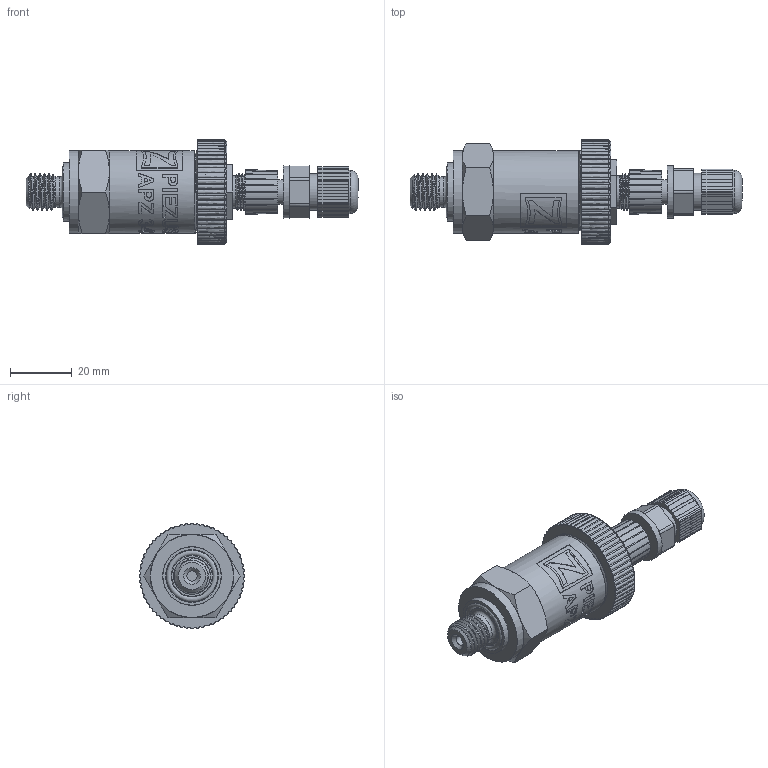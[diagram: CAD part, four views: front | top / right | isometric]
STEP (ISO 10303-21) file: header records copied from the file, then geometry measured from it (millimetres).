
FILE_DESCRIPTION(/* description */ (''),/* implementation_level */ '2;1');
FILE_NAME(/* name */ 'APZ3421_M12x1,5DIN_M12x1-straight.step',/* time_stamp */ '2021-06-23T14:42:19+03:00',/* author */ (''),/* organization */ (''),/* preprocessor_version */ 'ST-DEVELOPER v18.1',/* originating_system */ 'Autodesk Translation Framework v10.9.0.1377',/* authorisation */ '');
FILE_SCHEMA (('AUTOMOTIVE_DESIGN { 1 0 10303 214 3 1 1 }','PROCESS_PLANNING_SCHEMA'));
Products named in the file (6): APZ3421_M12x1,5DIN_M12x1-straight; M12x1,5 DIN; OMAL nut M27x1.5 v8; M12x1 male v16; Ш100.000.002 v4; M12x1 female straight v9
Assembly tree (5 placements, depth 2):
  APZ3421_M12x1,5DIN_M12x1-straight
    M12x1,5 DIN
    OMAL nut M27x1.5 v8
    M12x1 male v16
    Ш100.000.002 v4
    M12x1 female straight v9
Bounding box: 107.55 x 34 x 34 mm (x, y, z)
Volume: 40955.7 mm3; surface area: 17888.2 mm2
Topology: 17 solids, 17 shells, 915 faces, 2508 edges, 1667 vertices
Faces by surface type: bspline 451, plane 261, cylinder 140, cone 47, torus 16
Full cylindrical faces by diameter (mm): 1 x12, 1.5 x4, 3.3 x1, 7.3 x1, 8 x3, 8.2 x1, 9.8 x1, 10.137 x5, 10.293 x1, 10.6 x2, 10.741 x6, 11.85 x4, 11.884 x5, 12 x1, 13.5 x2, 14 x2, 14.137 x4, 14.526 x1, 15.85 x3, 16.7 x2, 17 x1, 21.4 x2, 22.5 x1, 24.5 x1, 25.132 x4, 25.526 x4, 26.85 x5, 27.208 x5
Entity records: 64350 total; most frequent: CARTESIAN_POINT 43673, ORIENTED_EDGE 5016, DIRECTION 2937, EDGE_CURVE 2508, VERTEX_POINT 1667, LINE 1173, VECTOR 1173, EDGE_LOOP 973
